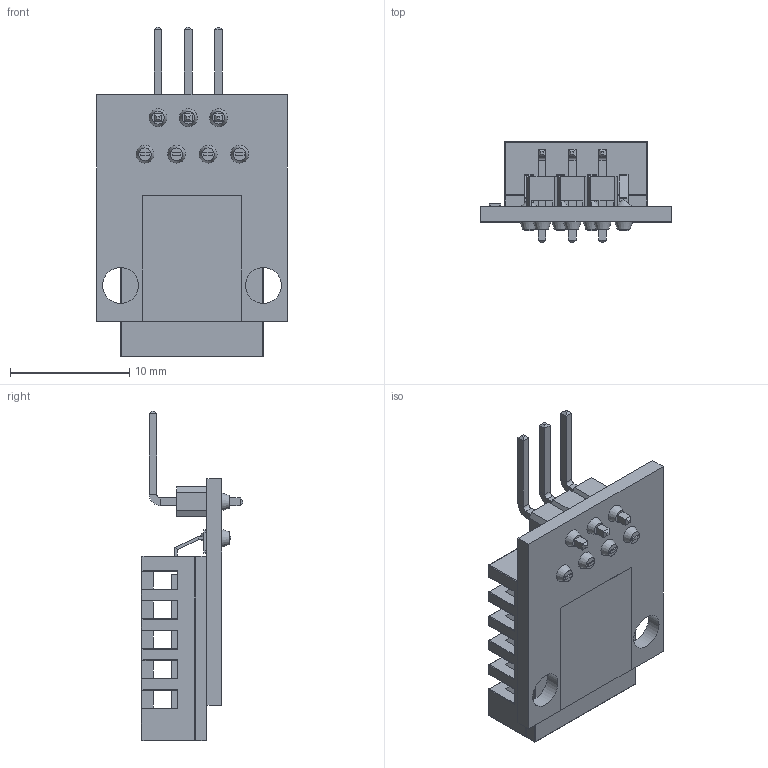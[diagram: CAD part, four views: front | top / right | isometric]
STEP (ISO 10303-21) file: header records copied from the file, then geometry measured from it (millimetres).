
FILE_DESCRIPTION(/* description */ (''),/* implementation_level */ '2;1');
FILE_NAME(/* name */ 'KY-015.step',/* time_stamp */ '2020-01-17T11:38:06-06:00',/* author */ (''),/* organization */ (''),/* preprocessor_version */ 'ST-DEVELOPER v18',/* originating_system */ 'Autodesk Translation Framework v8.12.0.6',/* authorisation */ '');
FILE_SCHEMA (('AUTOMOTIVE_DESIGN { 1 0 10303 214 3 1 1 }'));
Length unit declared in the file: millimetre
Products named in the file (1): (Unsaved)
Bounding box: 16 x 8.5 x 27.69 mm (x, y, z)
Volume: 1091.7 mm3; surface area: 2257.5 mm2
Topology: 8 solids, 8 shells, 681 faces, 1758 edges, 1059 vertices
Faces by surface type: plane 415, cylinder 195, sphere 42, bspline 18, cone 11
Full cylindrical faces by diameter (mm): 3 x2
Entity records: 22663 total; most frequent: CARTESIAN_POINT 5495, ORIENTED_EDGE 3432, DIRECTION 3292, EDGE_CURVE 1716, LINE 1310, VECTOR 1310, VERTEX_POINT 1059, AXIS2_PLACEMENT_3D 991
